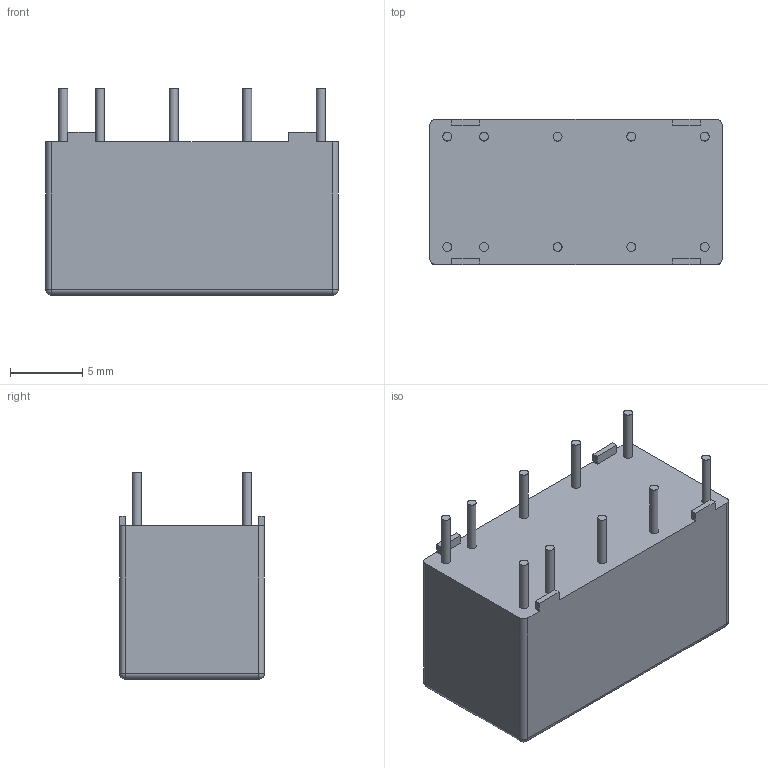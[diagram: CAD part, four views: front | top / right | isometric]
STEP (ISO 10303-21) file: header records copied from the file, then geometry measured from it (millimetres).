
FILE_DESCRIPTION(/* description */ ('STEP AP242','CAx-IF Rec.Pracs.---Representation and Presentation of Product Manufacturing Information (PMI)---4.0---2014-10-13','CAx-IF Rec.Pracs.---3D Tessellated Geometry---0.4---2014-09-14','2;1'),/* implementation_level */ '2;1');
FILE_NAME(/* name */ '65dcae202f108435f5527d73',/* time_stamp */ '2024-02-26T15:28:33Z',/* author */ (''),/* organization */ (''),/* preprocessor_version */ 'ST-DEVELOPER v19.4',/* originating_system */ ' ',/* authorisation */ ' ');
FILE_SCHEMA (('AP242_MANAGED_MODEL_BASED_3D_ENGINEERING_MIM_LF { 1 0 10303 442 1 1 4 }'));
Length unit declared in the file: metre
Products named in the file (11): Part 11; Part 10; Part 9; Part 8; Part 7; Part 2; Part 3; Part 4; Part 5; Part 6; Part 1
Bounding box: 20.2 x 10 x 14.26 mm (x, y, z)
Volume: 2150.4 mm3; surface area: 1114.6 mm2
Topology: 11 solids, 11 shells, 64 faces, 118 edges, 72 vertices
Faces by surface type: plane 42, cylinder 18, sphere 4
Full cylindrical faces by diameter (mm): 0.61 x10
Entity records: 1761 total; most frequent: DIRECTION 290, CARTESIAN_POINT 251, ORIENTED_EDGE 208, AXIS2_PLACEMENT_3D 111, EDGE_CURVE 104, EDGE_LOOP 74, FACE_BOUND 74, VERTEX_POINT 72
